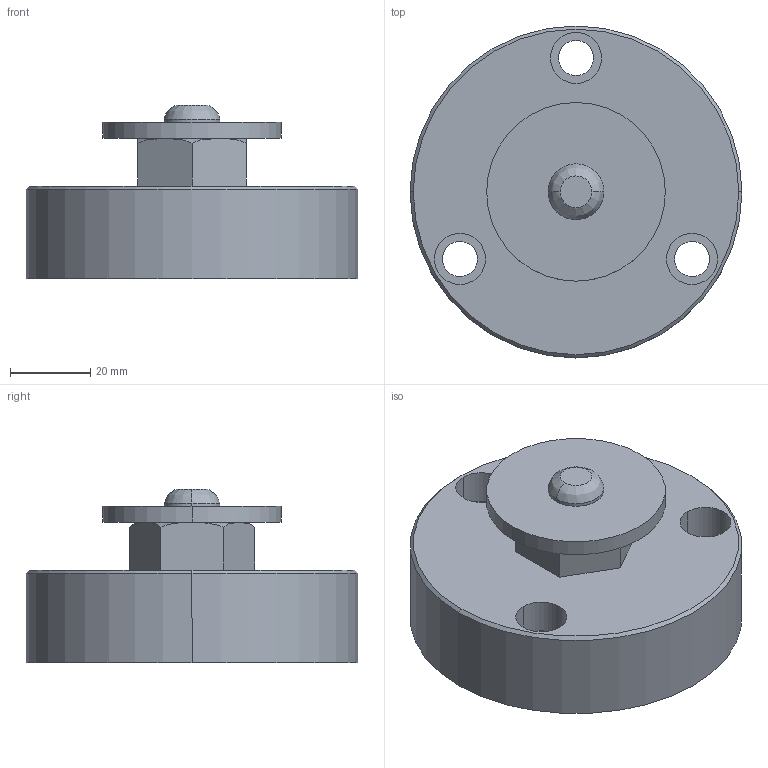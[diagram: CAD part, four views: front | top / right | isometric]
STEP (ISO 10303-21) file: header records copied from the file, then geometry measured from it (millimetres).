
FILE_DESCRIPTION((''),'2;1');
FILE_NAME('EE581.stp','2000-07-03T12:15:01',(''),(''),'AutoCAD STEP 2000','AutoCAD 2000',', , ');
FILE_SCHEMA(('CONFIG_CONTROL_DESIGN'));
Length unit declared in the file: inch
Bounding box: 82.55 x 82.55 x 43.11 mm (x, y, z)
Volume: 124116.3 mm3; surface area: 25841 mm2
Topology: 4 solids, 4 shells, 51 faces, 116 edges, 76 vertices
Faces by surface type: cylinder 25, plane 20, bspline 4, cone 2
Entity records: 1803 total; most frequent: CARTESIAN_POINT 504, DIRECTION 264, ORIENTED_EDGE 232, EDGE_CURVE 116, AXIS2_PLACEMENT_3D 108, VERTEX_POINT 76, EDGE_LOOP 66, CIRCLE 60
